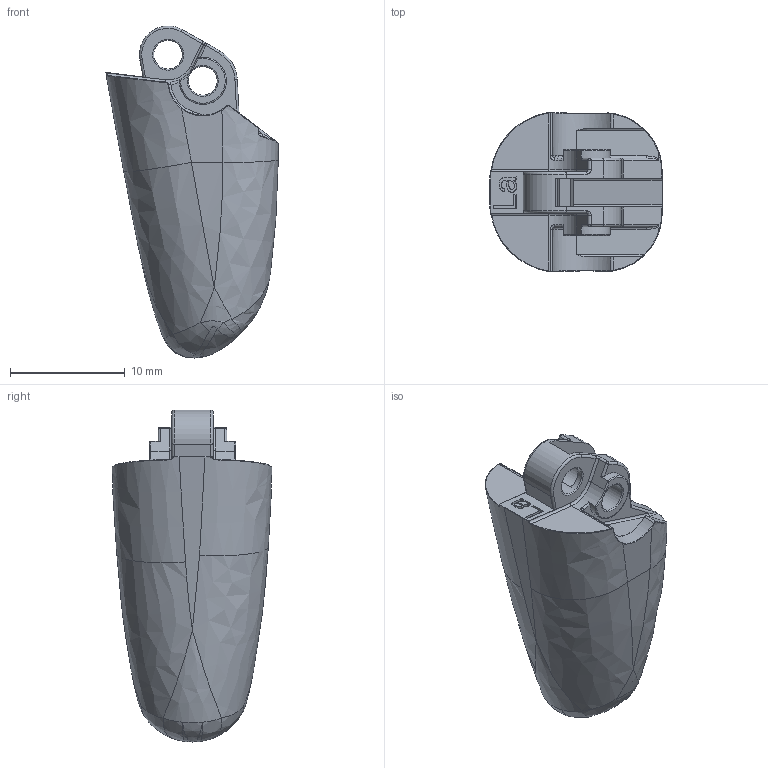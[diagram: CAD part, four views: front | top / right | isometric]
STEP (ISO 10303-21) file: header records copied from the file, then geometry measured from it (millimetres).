
FILE_DESCRIPTION(/* description */ (''),/* implementation_level */ '2;1');
FILE_NAME(/* name */ 'PinkyFingerTip.step',/* time_stamp */ '2024-11-06T16:40:04+09:00',/* author */ (''),/* organization */ (''),/* preprocessor_version */ 'ST-DEVELOPER v20',/* originating_system */ 'Autodesk Translation Framework v13.20.0.188',/* authorisation */ '');
FILE_SCHEMA (('AUTOMOTIVE_DESIGN { 1 0 10303 214 3 1 1 }'));
Length unit declared in the file: millimetre
Products named in the file (1): 第1関節 (4)(ミラー)
Bounding box: 15 x 13.93 x 28.92 mm (x, y, z)
Volume: 2589.8 mm3; surface area: 1364.8 mm2
Topology: 1 solids, 1 shells, 249 faces, 649 edges, 391 vertices
Faces by surface type: bspline 121, cylinder 57, plane 47, torus 18, sphere 6
Full cylindrical faces by diameter (mm): 2.5 x3
Entity records: 10510 total; most frequent: CARTESIAN_POINT 5044, ORIENTED_EDGE 1276, DIRECTION 890, EDGE_CURVE 638, VERTEX_POINT 391, AXIS2_PLACEMENT_3D 313, LINE 264, VECTOR 264
